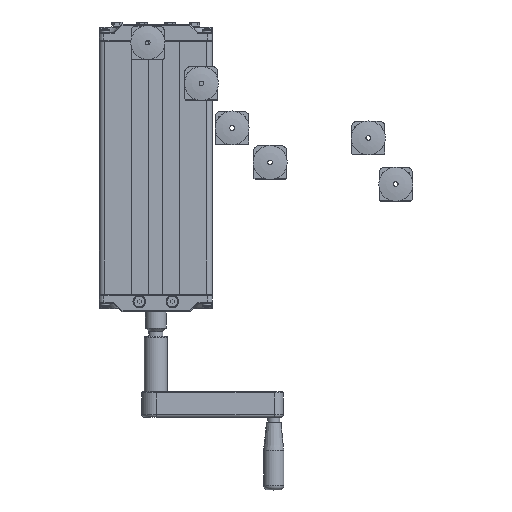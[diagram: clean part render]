
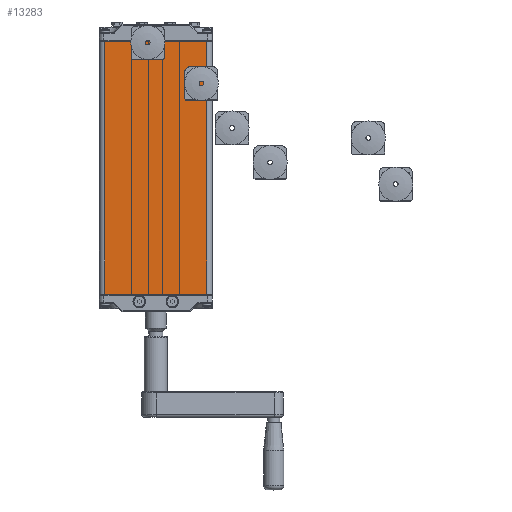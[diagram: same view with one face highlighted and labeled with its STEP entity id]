
A CAD part, top view. The second image highlights one B-rep face of the part: STEP entity #13283.
In plain terms, the highlighted planar face has unit normal (0, 0, 1).
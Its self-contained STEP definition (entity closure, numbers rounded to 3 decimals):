
#2001=FACE_OUTER_BOUND('',#2869,.T.);
#2869=EDGE_LOOP('',(#8967,#8968,#8969,#8970));
#3809=LINE('',#20897,#4791);
#3810=LINE('',#20899,#4792);
#3811=LINE('',#20901,#4793);
#3812=LINE('',#20902,#4794);
#4791=VECTOR('',#16391,267.5);
#4792=VECTOR('',#16392,108.);
#4793=VECTOR('',#16393,267.5);
#4794=VECTOR('',#16394,108.);
#5773=VERTEX_POINT('',#20895);
#5774=VERTEX_POINT('',#20896);
#5775=VERTEX_POINT('',#20898);
#5776=VERTEX_POINT('',#20900);
#6960=EDGE_CURVE('',#5773,#5774,#3809,.F.);
#6961=EDGE_CURVE('',#5774,#5775,#3810,.T.);
#6962=EDGE_CURVE('',#5775,#5776,#3811,.T.);
#6963=EDGE_CURVE('',#5776,#5773,#3812,.F.);
#8967=ORIENTED_EDGE('',*,*,#6960,.T.);
#8968=ORIENTED_EDGE('',*,*,#6961,.T.);
#8969=ORIENTED_EDGE('',*,*,#6962,.T.);
#8970=ORIENTED_EDGE('',*,*,#6963,.T.);
#12981=PLANE('',#14623);
#13283=ADVANCED_FACE('',(#2001),#12981,.T.);
#14623=AXIS2_PLACEMENT_3D('',#20894,#16389,#16390);
#16389=DIRECTION('center_axis',(0.,0.,1.));
#16390=DIRECTION('ref_axis',(1.,0.,0.));
#16391=DIRECTION('',(0.,-1.,0.));
#16392=DIRECTION('',(-1.,0.,0.));
#16393=DIRECTION('',(0.,-1.,0.));
#16394=DIRECTION('',(-1.,0.,0.));
#20894=CARTESIAN_POINT('Origin',(60.,268.5,30.));
#20895=CARTESIAN_POINT('',(54.,0.5,30.));
#20896=CARTESIAN_POINT('',(54.,268.,30.));
#20897=CARTESIAN_POINT('',(54.,268.,30.));
#20898=CARTESIAN_POINT('',(-54.,268.,30.));
#20899=CARTESIAN_POINT('',(54.,268.,30.));
#20900=CARTESIAN_POINT('',(-54.,0.5,30.));
#20901=CARTESIAN_POINT('',(-54.,268.,30.));
#20902=CARTESIAN_POINT('',(54.,0.5,30.));
